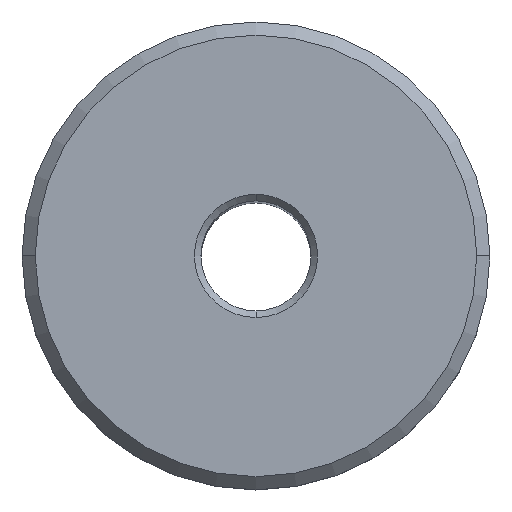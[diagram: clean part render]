
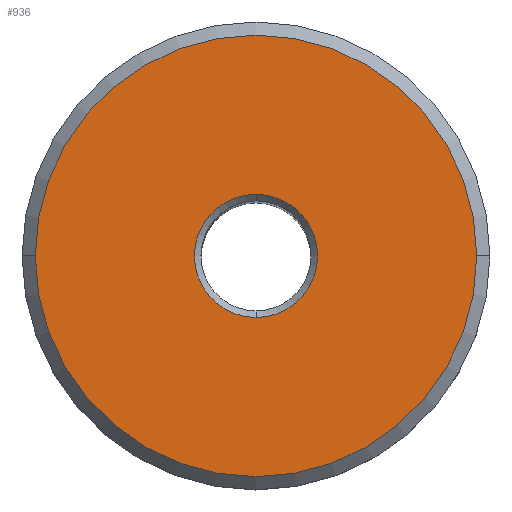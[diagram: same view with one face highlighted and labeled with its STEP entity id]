
A CAD part, top view. The second image highlights one B-rep face of the part: STEP entity #936.
In plain terms, the highlighted planar face has unit normal (0, 0, 1).
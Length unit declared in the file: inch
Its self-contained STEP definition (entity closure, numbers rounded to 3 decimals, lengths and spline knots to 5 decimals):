
#84 = PLANE ( 'NONE',  #180 ) ;
#103 = ORIENTED_EDGE ( 'NONE', *, *, #399, .T. ) ;
#161 = DIRECTION ( 'NONE',  ( 0., 0., -1. ) ) ;
#168 = DIRECTION ( 'NONE',  ( -1., 0., 0. ) ) ;
#180 = AXIS2_PLACEMENT_3D ( 'NONE', #866, #927, #699 ) ;
#220 = EDGE_LOOP ( 'NONE', ( #937, #343 ) ) ;
#237 = CARTESIAN_POINT ( 'NONE',  ( 0., 0., 0. ) ) ;
#276 = DIRECTION ( 'NONE',  ( 0., 0., 1. ) ) ;
#278 = AXIS2_PLACEMENT_3D ( 'NONE', #903, #276, #352 ) ;
#332 = CARTESIAN_POINT ( 'NONE',  ( 0., 0.14, 0. ) ) ;
#343 = ORIENTED_EDGE ( 'NONE', *, *, #968, .T. ) ;
#352 = DIRECTION ( 'NONE',  ( -1., 0., 0. ) ) ;
#396 = DIRECTION ( 'NONE',  ( 0., 0., 1. ) ) ;
#399 = EDGE_CURVE ( 'NONE', #446, #621, #588, .T. ) ;
#417 = AXIS2_PLACEMENT_3D ( 'NONE', #476, #161, #168 ) ;
#435 = DIRECTION ( 'NONE',  ( 0., 0., -1. ) ) ;
#446 = VERTEX_POINT ( 'NONE', #812 ) ;
#449 = CIRCLE ( 'NONE', #417, 0.14 ) ;
#476 = CARTESIAN_POINT ( 'NONE',  ( 0., 0., 0. ) ) ;
#565 = CARTESIAN_POINT ( 'NONE',  ( 0.5015, 0., 0. ) ) ;
#588 = CIRCLE ( 'NONE', #278, 0.5015 ) ;
#621 = VERTEX_POINT ( 'NONE', #565 ) ;
#633 = CIRCLE ( 'NONE', #804, 0.14 ) ;
#640 = FACE_BOUND ( 'NONE', #220, .T. ) ;
#699 = DIRECTION ( 'NONE',  ( -1., 0., 0. ) ) ;
#762 = EDGE_LOOP ( 'NONE', ( #103, #963 ) ) ;
#771 = AXIS2_PLACEMENT_3D ( 'NONE', #237, #396, #861 ) ;
#778 = VERTEX_POINT ( 'NONE', #892 ) ;
#804 = AXIS2_PLACEMENT_3D ( 'NONE', #815, #435, #902 ) ;
#812 = CARTESIAN_POINT ( 'NONE',  ( -0.5015, 0., 0. ) ) ;
#815 = CARTESIAN_POINT ( 'NONE',  ( 0., 0., 0. ) ) ;
#861 = DIRECTION ( 'NONE',  ( -1., 0., 0. ) ) ;
#863 = EDGE_CURVE ( 'NONE', #778, #913, #633, .T. ) ;
#866 = CARTESIAN_POINT ( 'NONE',  ( 0., 0.5315, 0. ) ) ;
#870 = FACE_OUTER_BOUND ( 'NONE', #762, .T. ) ;
#892 = CARTESIAN_POINT ( 'NONE',  ( 0., -0.14, 0. ) ) ;
#902 = DIRECTION ( 'NONE',  ( -1., 0., 0. ) ) ;
#903 = CARTESIAN_POINT ( 'NONE',  ( 0., 0., 0. ) ) ;
#904 = EDGE_CURVE ( 'NONE', #621, #446, #969, .T. ) ;
#913 = VERTEX_POINT ( 'NONE', #332 ) ;
#927 = DIRECTION ( 'NONE',  ( 0., 0., -1. ) ) ;
#936 = ADVANCED_FACE ( 'NONE', ( #870, #640 ), #84, .F. ) ;
#937 = ORIENTED_EDGE ( 'NONE', *, *, #863, .T. ) ;
#963 = ORIENTED_EDGE ( 'NONE', *, *, #904, .T. ) ;
#968 = EDGE_CURVE ( 'NONE', #913, #778, #449, .T. ) ;
#969 = CIRCLE ( 'NONE', #771, 0.5015 ) ;
